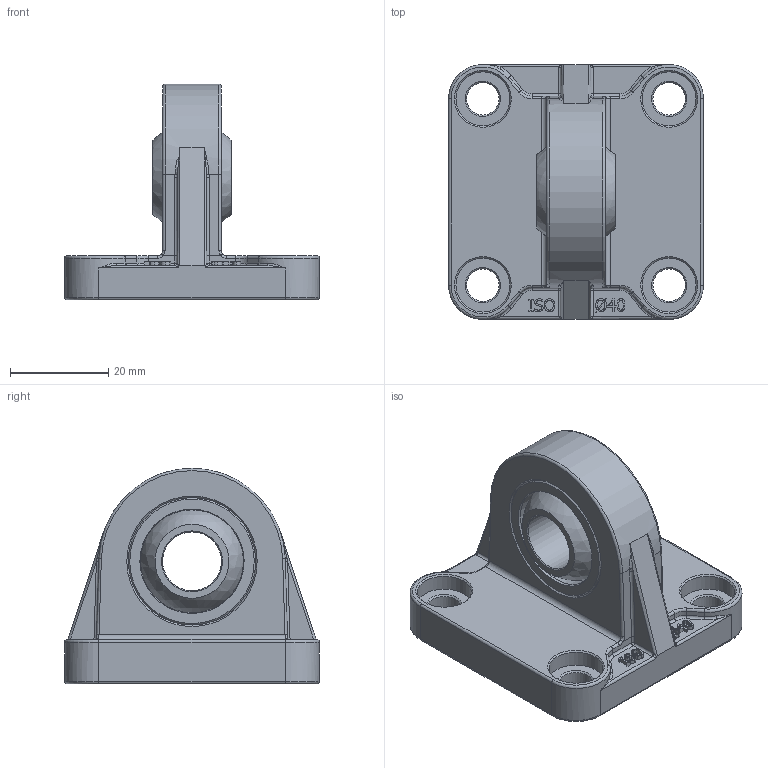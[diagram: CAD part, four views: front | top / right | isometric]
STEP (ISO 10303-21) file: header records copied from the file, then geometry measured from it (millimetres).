
FILE_DESCRIPTION((''),'2;1');
FILE_NAME('CMSI040.stp','2015-01-27T16:22:09',('carlo.corazza'),(''),'Autodesk Inventor 2012','Autodesk Inventor 2012','');
FILE_SCHEMA(('AUTOMOTIVE_DESIGN { 1 0 10303 214 1 1 1 1 }'));
Length unit declared in the file: millimetre
Products named in the file (1): CMSI040
Bounding box: 52 x 52 x 44 mm (x, y, z)
Volume: 30212.9 mm3; surface area: 12306.1 mm2
Topology: 1 solids, 1 shells, 290 faces, 701 edges, 426 vertices
Faces by surface type: plane 89, bspline 78, cylinder 69, torus 27, cone 21, sphere 6
Full cylindrical faces by diameter (mm): 6.6 x4, 11 x4, 12 x1, 21 x2, 35 x1
Entity records: 9719 total; most frequent: CARTESIAN_POINT 3199, ORIENTED_EDGE 1308, DIRECTION 1134, EDGE_CURVE 654, VERTEX_POINT 422, AXIS2_PLACEMENT_3D 419, EDGE_LOOP 356, VECTOR 296
